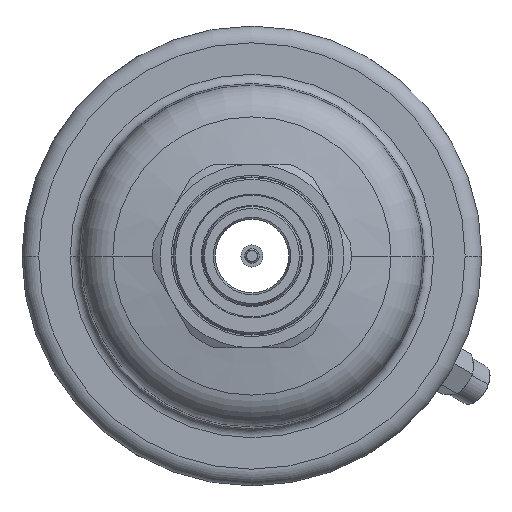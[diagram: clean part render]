
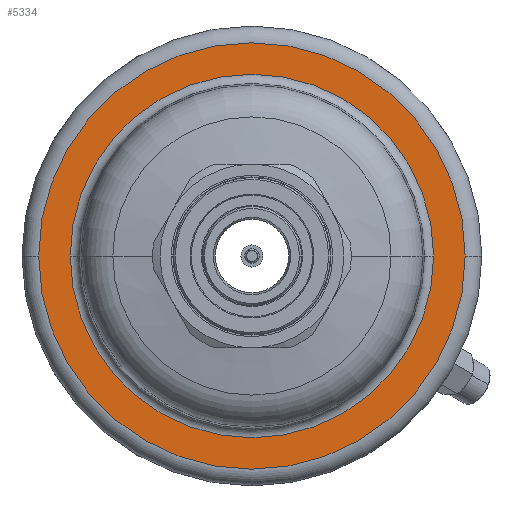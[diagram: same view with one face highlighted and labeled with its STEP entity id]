
A CAD part, left-side view. The second image highlights one B-rep face of the part: STEP entity #5334.
In plain terms, the highlighted planar face has unit normal (-1, 0, 0).
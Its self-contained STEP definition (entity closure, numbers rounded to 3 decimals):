
#517=CARTESIAN_POINT('',(23.5,0.,0.));
#518=DIRECTION('',(1.,0.,0.));
#519=DIRECTION('',(0.,1.,0.));
#520=AXIS2_PLACEMENT_3D('',#517,#518,#519);
#522=CARTESIAN_POINT('',(23.5,0.,0.));
#523=DIRECTION('',(-1.,0.,0.));
#524=DIRECTION('',(0.,1.,0.));
#525=AXIS2_PLACEMENT_3D('',#522,#523,#524);
#537=CARTESIAN_POINT('',(23.5,0.,0.));
#538=DIRECTION('',(-1.,0.,0.));
#539=DIRECTION('',(0.,1.,0.));
#540=AXIS2_PLACEMENT_3D('',#537,#538,#539);
#542=CARTESIAN_POINT('',(23.5,0.,0.));
#543=DIRECTION('',(1.,0.,0.));
#544=DIRECTION('',(0.,1.,0.));
#545=AXIS2_PLACEMENT_3D('',#542,#543,#544);
#3798=CARTESIAN_POINT('',(23.5,58.,0.));
#3800=VERTEX_POINT('',#3798);
#3801=CARTESIAN_POINT('',(23.5,49.431,0.));
#3803=VERTEX_POINT('',#3801);
#3830=CARTESIAN_POINT('',(23.5,-58.,0.));
#3832=VERTEX_POINT('',#3830);
#3833=CARTESIAN_POINT('',(23.5,-49.431,0.));
#3835=VERTEX_POINT('',#3833);
#5319=CARTESIAN_POINT('',(23.5,0.,0.));
#5320=DIRECTION('',(1.,0.,0.));
#5321=DIRECTION('',(0.,-1.,0.));
#5322=AXIS2_PLACEMENT_3D('',#5319,#5320,#5321);
#5323=PLANE('',#5322);
#5324=ORIENTED_EDGE('',*,*,#5301,.T.);
#5325=ORIENTED_EDGE('',*,*,#5312,.F.);
#5326=EDGE_LOOP('',(#5324,#5325));
#5327=FACE_OUTER_BOUND('',#5326,.F.);
#5329=ORIENTED_EDGE('',*,*,#5328,.T.);
#5331=ORIENTED_EDGE('',*,*,#5330,.F.);
#5332=EDGE_LOOP('',(#5329,#5331));
#5333=FACE_BOUND('',#5332,.F.);
#5334=ADVANCED_FACE('',(#5327,#5333),#5323,.F.);
#521=CIRCLE('',#520,58.);
#526=CIRCLE('',#525,58.);
#541=CIRCLE('',#540,49.431);
#546=CIRCLE('',#545,49.431);
#5301=EDGE_CURVE('',#3800,#3832,#521,.T.);
#5312=EDGE_CURVE('',#3800,#3832,#526,.T.);
#5328=EDGE_CURVE('',#3803,#3835,#541,.T.);
#5330=EDGE_CURVE('',#3803,#3835,#546,.T.);
